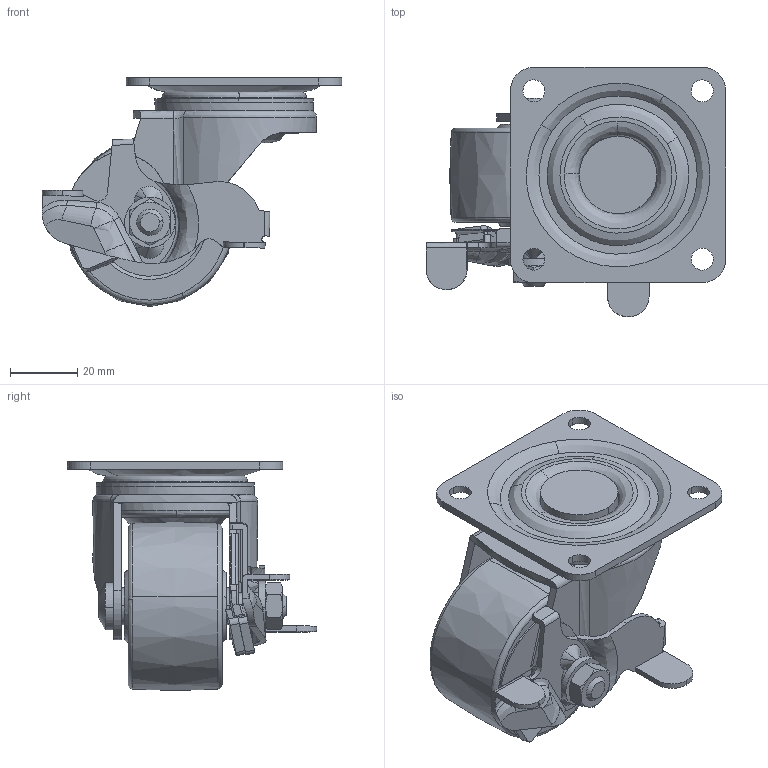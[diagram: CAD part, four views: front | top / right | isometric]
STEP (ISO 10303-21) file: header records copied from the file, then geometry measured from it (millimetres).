
FILE_DESCRIPTION((''),'2;1');
FILE_NAME('','2005-12-16T12:01:37',(''),(''),'','CADfix','');
FILE_SCHEMA(('AUTOMOTIVE_DESIGN'));
Length unit declared in the file: millimetre
Products named in the file (8): plate; wheel; mounting plate; main shaft; lever; body; axle; No_104ZH_PS_21315_36
Assembly tree (7 placements, depth 2):
  No_104ZH_PS_21315_36
    plate
    wheel
    mounting plate
    main shaft
    lever
    body
    axle
Bounding box: 88.99 x 74 x 68 mm (x, y, z)
Volume: 99050.8 mm3; surface area: 39866.6 mm2
Topology: 7 solids, 7 shells, 349 faces, 1035 edges, 715 vertices
Faces by surface type: bspline 349
Entity records: 14391 total; most frequent: CARTESIAN_POINT 8642, ORIENTED_EDGE 2058, EDGE_CURVE 1029, VERTEX_POINT 715, EDGE_LOOP 392, FACE_OUTER_BOUND 349, ADVANCED_FACE 349, QUASI_UNIFORM_CURVE 344
